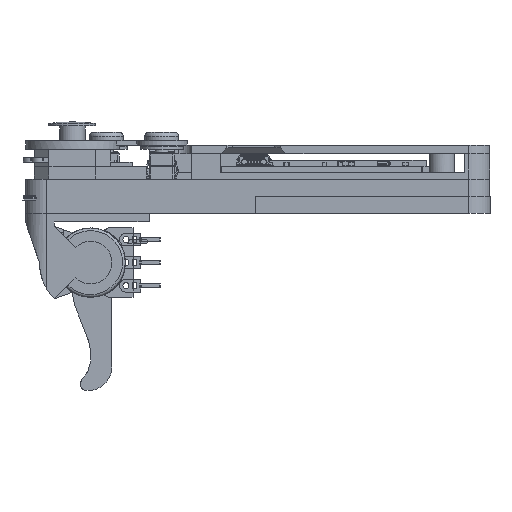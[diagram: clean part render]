
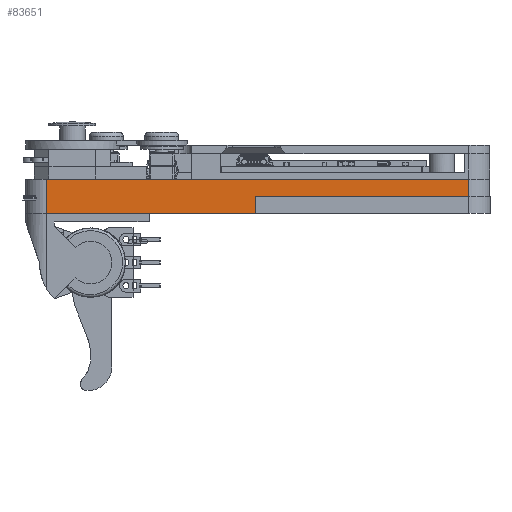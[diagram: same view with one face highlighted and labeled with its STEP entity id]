
A CAD part, left-side view. The second image highlights one B-rep face of the part: STEP entity #83651.
In plain terms, the highlighted planar face has unit normal (-1, 0, 0).
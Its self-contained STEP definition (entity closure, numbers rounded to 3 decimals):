
#2595=PLANE('',#90439);
#6415=FACE_OUTER_BOUND('',#11066,.T.);
#11066=EDGE_LOOP('',(#63331,#63332,#63333,#63334,#63335,#63336));
#17194=LINE('',#128457,#26549);
#17206=LINE('',#128485,#26561);
#17234=LINE('',#128558,#26589);
#17237=LINE('',#128574,#26592);
#17238=LINE('',#128578,#26593);
#17239=LINE('',#128579,#26594);
#26549=VECTOR('',#103650,10.);
#26561=VECTOR('',#103670,10.);
#26589=VECTOR('',#103734,10.);
#26592=VECTOR('',#103751,10.);
#26593=VECTOR('',#103756,10.);
#26594=VECTOR('',#103757,10.);
#37462=VERTEX_POINT('',#128454);
#37463=VERTEX_POINT('',#128456);
#37475=VERTEX_POINT('',#128483);
#37502=VERTEX_POINT('',#128557);
#37508=VERTEX_POINT('',#128573);
#37509=VERTEX_POINT('',#128577);
#46843=EDGE_CURVE('',#37463,#37462,#17194,.T.);
#46857=EDGE_CURVE('',#37462,#37475,#17206,.T.);
#46893=EDGE_CURVE('',#37502,#37463,#17234,.T.);
#46902=EDGE_CURVE('',#37502,#37508,#17237,.T.);
#46904=EDGE_CURVE('',#37509,#37475,#17238,.T.);
#46905=EDGE_CURVE('',#37508,#37509,#17239,.F.);
#63331=ORIENTED_EDGE('',*,*,#46857,.T.);
#63332=ORIENTED_EDGE('',*,*,#46904,.F.);
#63333=ORIENTED_EDGE('',*,*,#46905,.F.);
#63334=ORIENTED_EDGE('',*,*,#46902,.F.);
#63335=ORIENTED_EDGE('',*,*,#46893,.T.);
#63336=ORIENTED_EDGE('',*,*,#46843,.T.);
#83651=ADVANCED_FACE('',(#6415),#2595,.T.);
#90439=AXIS2_PLACEMENT_3D('',#128576,#103754,#103755);
#103650=DIRECTION('',(0.,0.,1.));
#103670=DIRECTION('',(0.,-1.,0.));
#103734=DIRECTION('',(0.,-1.,0.));
#103751=DIRECTION('',(0.,0.,1.));
#103754=DIRECTION('center_axis',(-1.,0.,0.));
#103755=DIRECTION('ref_axis',(0.,-1.,0.));
#103756=DIRECTION('',(0.,0.,-1.));
#103757=DIRECTION('',(0.,1.,0.));
#128454=CARTESIAN_POINT('',(264.75,-53.,1.));
#128456=CARTESIAN_POINT('',(264.75,-53.,-3.));
#128457=CARTESIAN_POINT('',(264.75,-53.,-8.));
#128483=CARTESIAN_POINT('',(264.75,-103.,1.));
#128485=CARTESIAN_POINT('',(264.75,-53.,1.));
#128557=CARTESIAN_POINT('',(264.75,-4.,-3.));
#128558=CARTESIAN_POINT('',(264.75,-108.,-3.));
#128573=CARTESIAN_POINT('',(264.75,-4.,5.));
#128574=CARTESIAN_POINT('',(264.75,-4.,-2.5));
#128576=CARTESIAN_POINT('Origin',(264.75,-53.,-2.));
#128577=CARTESIAN_POINT('',(264.75,-103.,5.));
#128578=CARTESIAN_POINT('',(264.75,-103.,-1.5));
#128579=CARTESIAN_POINT('',(264.75,-53.,5.));
